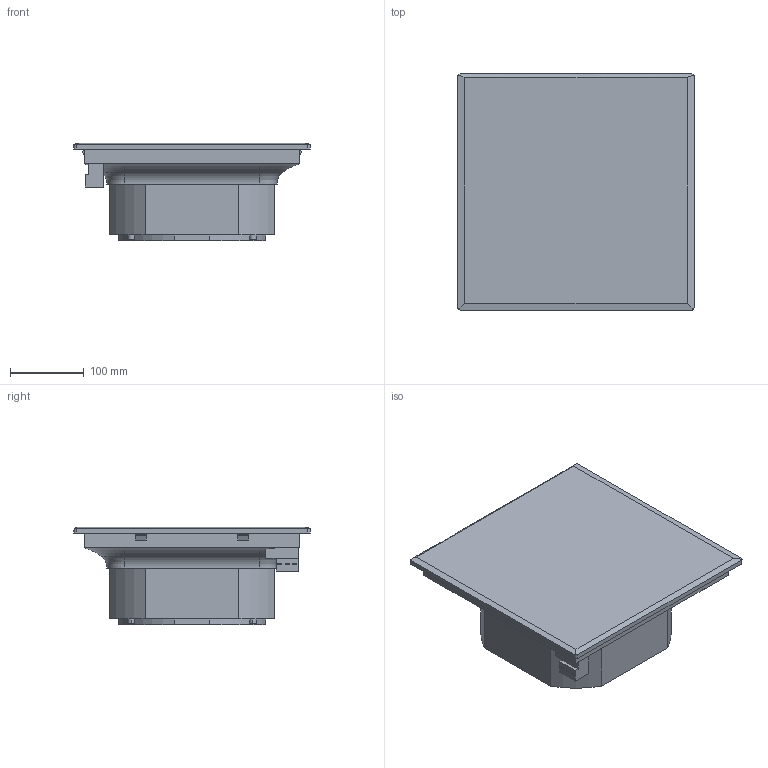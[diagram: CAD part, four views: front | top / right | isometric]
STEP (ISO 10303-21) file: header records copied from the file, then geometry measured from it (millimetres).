
FILE_DESCRIPTION (( 'STEP AP214' ), '1' );
FILE_NAME ('YVR10-700-55.STEP', '2024-06-06T12:54:53', ( '' ), ( '' ), 'SwSTEP 2.0', 'SolidWorks 2022', '' );
FILE_SCHEMA (( 'AUTOMOTIVE_DESIGN' ));
Length unit declared in the file: millimetre
Products named in the file (1): YVR10-700-55
Bounding box: 320 x 320 x 132.5 mm (x, y, z)
Volume: 7682870.9 mm3; surface area: 313198.2 mm2
Topology: 1 solids, 1 shells, 139 faces, 318 edges, 206 vertices
Faces by surface type: plane 71, cylinder 58, torus 9, bspline 1
Entity records: 4135 total; most frequent: CARTESIAN_POINT 877, DIRECTION 703, ORIENTED_EDGE 636, EDGE_CURVE 318, AXIS2_PLACEMENT_3D 263, VERTEX_POINT 206, LINE 177, VECTOR 177
